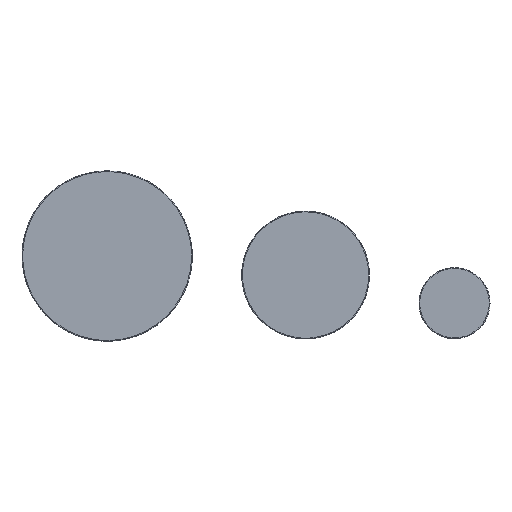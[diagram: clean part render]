
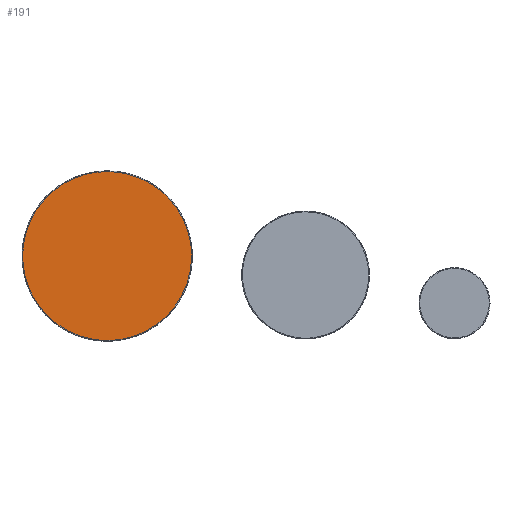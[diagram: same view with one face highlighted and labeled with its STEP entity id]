
A CAD part, top view. The second image highlights one B-rep face of the part: STEP entity #191.
In plain terms, the highlighted planar face has unit normal (0, 0, 1).
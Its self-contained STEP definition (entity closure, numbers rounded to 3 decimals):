
#191=ADVANCED_FACE('',(#305),#1652,.T.);
#305=FACE_OUTER_BOUND('',#419,.T.);
#419=EDGE_LOOP('',(#941));
#941=ORIENTED_EDGE('',*,*,#1214,.F.);
#1214=EDGE_CURVE('',#1633,#1633,#1307,.T.);
#1307=(
BOUNDED_CURVE()
B_SPLINE_CURVE(2,(#15099,#15100,#15101,#15102,#15103,#15104,#15105,#15106,
#15107),.UNSPECIFIED.,.T.,.F.)
B_SPLINE_CURVE_WITH_KNOTS((3,2,2,2,3),(0.,934.622,1869.244,
2803.865,3738.487),.UNSPECIFIED.)
CURVE()
GEOMETRIC_REPRESENTATION_ITEM()
RATIONAL_B_SPLINE_CURVE((1.,0.707,1.,0.707,1.,0.707,
1.,0.707,1.))
REPRESENTATION_ITEM('')
);
#1633=VERTEX_POINT('',#15084);
#1652=PLANE('',#1786);
#1786=AXIS2_PLACEMENT_3D('',#15028,#1808,$);
#1808=DIRECTION('',(0.,0.,1.));
#15028=CARTESIAN_POINT('',(-2160.,2150.,400.));
#15084=CARTESIAN_POINT('',(-815.,1400.,400.));
#15099=CARTESIAN_POINT('',(-815.,1400.,400.));
#15100=CARTESIAN_POINT('',(-815.,805.,400.));
#15101=CARTESIAN_POINT('',(-1410.,805.,400.));
#15102=CARTESIAN_POINT('',(-2005.,805.,400.));
#15103=CARTESIAN_POINT('',(-2005.,1400.,400.));
#15104=CARTESIAN_POINT('',(-2005.,1995.,400.));
#15105=CARTESIAN_POINT('',(-1410.,1995.,400.));
#15106=CARTESIAN_POINT('',(-815.,1995.,400.));
#15107=CARTESIAN_POINT('',(-815.,1400.,400.));
